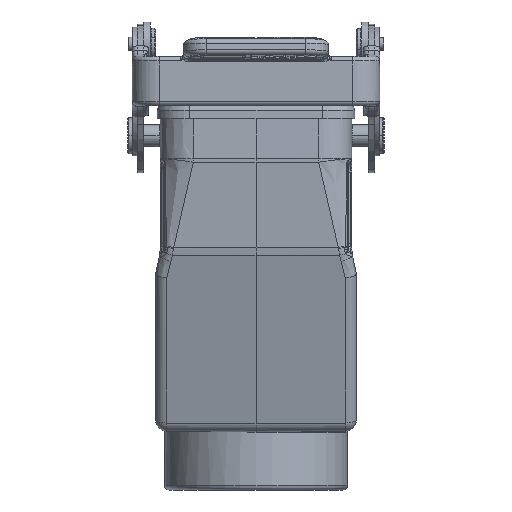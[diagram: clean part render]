
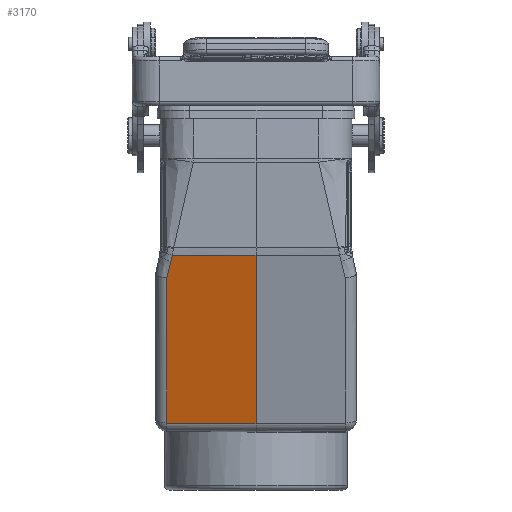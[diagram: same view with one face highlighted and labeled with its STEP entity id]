
A CAD part, left-side view. The second image highlights one B-rep face of the part: STEP entity #3170.
In plain terms, the highlighted planar face has unit normal (-0.966, 0.009, -0.259).
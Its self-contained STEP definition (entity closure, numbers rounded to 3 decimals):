
#3170=ADVANCED_FACE('',(#5892),#4203,.F.);
#4203=PLANE('',#36629);
#5892=FACE_OUTER_BOUND('',#7959,.T.);
#7959=EDGE_LOOP('',(#22824,#22825,#22826,#22827,#22828,#22829));
#10357=LINE('',#65271,#12771);
#10370=LINE('',#66189,#12784);
#10372=LINE('',#66192,#12786);
#12771=VECTOR('',#44338,1.);
#12784=VECTOR('',#44410,1.);
#12786=VECTOR('',#44414,1.);
#22824=ORIENTED_EDGE('',*,*,#31985,.F.);
#22825=ORIENTED_EDGE('',*,*,#31974,.F.);
#22826=ORIENTED_EDGE('',*,*,#31972,.F.);
#22827=ORIENTED_EDGE('',*,*,#32053,.T.);
#22828=ORIENTED_EDGE('',*,*,#32058,.F.);
#22829=ORIENTED_EDGE('',*,*,#32060,.T.);
#27224=VERTEX_POINT('',#65038);
#27225=VERTEX_POINT('',#65043);
#27226=VERTEX_POINT('',#65086);
#27230=VERTEX_POINT('',#65272);
#27263=VERTEX_POINT('',#66176);
#27265=VERTEX_POINT('',#66187);
#31972=EDGE_CURVE('',#27224,#27225,#33878,.T.);
#31974=EDGE_CURVE('',#27225,#27226,#33879,.T.);
#31985=EDGE_CURVE('',#27226,#27230,#10357,.T.);
#32053=EDGE_CURVE('',#27224,#27263,#33945,.T.);
#32058=EDGE_CURVE('',#27265,#27263,#10370,.T.);
#32060=EDGE_CURVE('',#27265,#27230,#10372,.T.);
#33878=B_SPLINE_CURVE_WITH_KNOTS('',3,(#65039,#65040,#65041,#65042),
 .UNSPECIFIED.,.F.,.F.,(4,4),(0.,1.),.UNSPECIFIED.);
#33879=B_SPLINE_CURVE_WITH_KNOTS('',3,(#65080,#65081,#65082,#65083,#65084,
#65085),.UNSPECIFIED.,.F.,.F.,(4,2,4),(0.,0.5,1.),.UNSPECIFIED.);
#33945=B_SPLINE_CURVE_WITH_KNOTS('',3,(#66172,#66173,#66174,#66175),
 .UNSPECIFIED.,.F.,.F.,(4,4),(0.,1.),.UNSPECIFIED.);
#36629=AXIS2_PLACEMENT_3D('',#66193,#44415,#44416);
#44338=DIRECTION('',(-0.009,-1.,-0.002));
#44410=DIRECTION('',(0.007,1.,0.009));
#44414=DIRECTION('',(-0.259,0.,0.966));
#44415=DIRECTION('',(0.966,-0.009,0.259));
#44416=DIRECTION('',(-0.259,0.,0.966));
#65038=CARTESIAN_POINT('',(-33.046,20.022,-37.394));
#65039=CARTESIAN_POINT('',(-33.046,20.022,-37.394));
#65040=CARTESIAN_POINT('',(-33.194,19.92,-36.847));
#65041=CARTESIAN_POINT('',(-33.532,19.696,-35.587));
#65042=CARTESIAN_POINT('',(-34.05,19.116,-33.678));
#65043=CARTESIAN_POINT('',(-34.05,19.116,-33.678));
#65080=CARTESIAN_POINT('',(-34.055,19.116,-33.679));
#65081=CARTESIAN_POINT('',(-34.096,19.061,-33.5));
#65082=CARTESIAN_POINT('',(-34.141,19.011,-33.317));
#65083=CARTESIAN_POINT('',(-34.334,18.846,-32.63));
#65084=CARTESIAN_POINT('',(-34.399,18.792,-32.412));
#65085=CARTESIAN_POINT('',(-34.425,18.768,-32.319));
#65086=CARTESIAN_POINT('',(-34.418,18.767,-32.316));
#65271=CARTESIAN_POINT('',(-34.418,18.767,-32.316));
#65272=CARTESIAN_POINT('',(-34.58,0.,-32.345));
#66172=CARTESIAN_POINT('',(-33.046,20.022,-37.394));
#66173=CARTESIAN_POINT('',(-30.136,20.022,-48.254));
#66174=CARTESIAN_POINT('',(-27.227,20.022,-59.113));
#66175=CARTESIAN_POINT('',(-24.317,20.022,-69.972));
#66176=CARTESIAN_POINT('',(-24.317,20.022,-69.972));
#66187=CARTESIAN_POINT('',(-24.451,0.,-70.147));
#66189=CARTESIAN_POINT('',(-24.451,0.,-70.147));
#66192=CARTESIAN_POINT('',(-24.451,0.,-70.147));
#66193=CARTESIAN_POINT('',(-29.431,10.011,-51.223));
